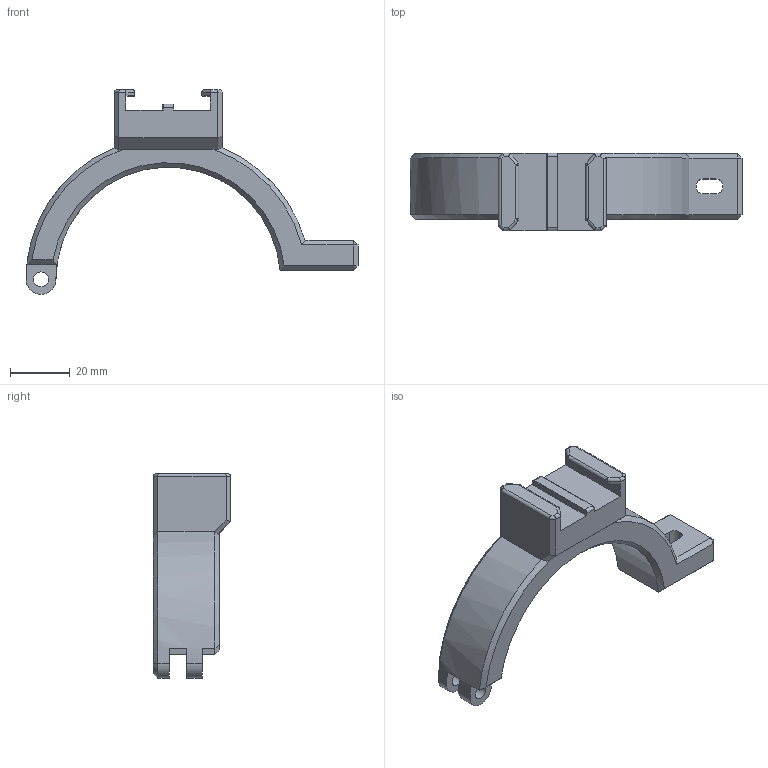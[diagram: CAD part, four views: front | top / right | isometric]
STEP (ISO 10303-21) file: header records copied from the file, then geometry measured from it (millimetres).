
FILE_DESCRIPTION(/* description */ ('STEP AP242','CAx-IF Rec.Pracs.---Representation and Presentation of Product Manufacturing Information (PMI)---4.0---2014-10-13','CAx-IF Rec.Pracs.---3D Tessellated Geometry---0.4---2014-09-14','2;1'),/* implementation_level */ '2;1');
FILE_NAME(/* name */ '63fa5110cea57977defc7ea3',/* time_stamp */ '2023-02-25T18:18:57+00:00',/* author */ (''),/* organization */ (''),/* preprocessor_version */ 'ST-DEVELOPER v18.102',/* originating_system */ ' ',/* authorisation */ ' ');
FILE_SCHEMA (('AP242_MANAGED_MODEL_BASED_3D_ENGINEERING_MIM_LF { 1 0 10303 442 1 1 4 }'));
Length unit declared in the file: metre
Products named in the file (1): Skid Mount Top
Bounding box: 110.91 x 25.84 x 68.4 mm (x, y, z)
Volume: 42301.6 mm3; surface area: 12406 mm2
Topology: 1 solids, 1 shells, 114 faces, 274 edges, 158 vertices
Faces by surface type: plane 64, cylinder 31, cone 15, sphere 4
Full cylindrical faces by diameter (mm): 5 x2
Entity records: 3237 total; most frequent: CARTESIAN_POINT 583, DIRECTION 557, ORIENTED_EDGE 536, EDGE_CURVE 268, AXIS2_PLACEMENT_3D 188, LINE 181, VECTOR 181, VERTEX_POINT 158
